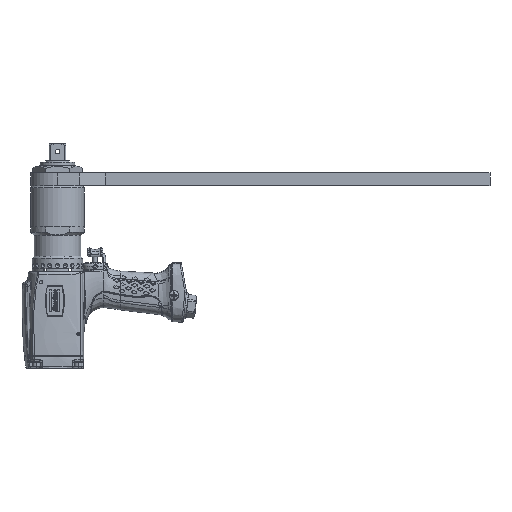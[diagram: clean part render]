
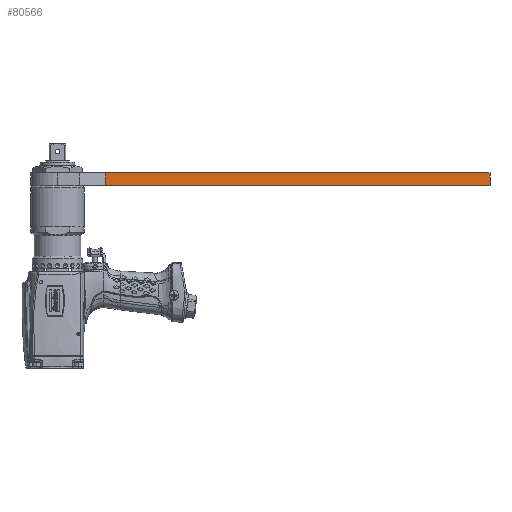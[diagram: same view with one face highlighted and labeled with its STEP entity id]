
A CAD part, left-side view. The second image highlights one B-rep face of the part: STEP entity #80566.
In plain terms, the highlighted planar face has unit normal (-1, 0, 0).
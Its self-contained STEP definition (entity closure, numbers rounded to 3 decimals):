
#77657=DIRECTION('',(0.,-1.,0.));
#77658=VECTOR('',#77657,444.);
#77659=CARTESIAN_POINT('',(-20.,-12.5,96.));
#77660=LINE('',#77659,#77658);
#78485=DIRECTION('',(0.,0.,1.));
#78486=VECTOR('',#78485,15.);
#78487=CARTESIAN_POINT('',(-20.,-456.5,96.));
#78488=LINE('',#78487,#78486);
#78489=DIRECTION('',(0.,0.,1.));
#78490=VECTOR('',#78489,15.);
#78491=CARTESIAN_POINT('',(-20.,-12.5,96.));
#78492=LINE('',#78491,#78490);
#78522=DIRECTION('',(0.,-1.,0.));
#78523=VECTOR('',#78522,444.);
#78524=CARTESIAN_POINT('',(-20.,-12.5,111.));
#78525=LINE('',#78524,#78523);
#79332=CARTESIAN_POINT('',(-20.,-12.5,96.));
#79333=VERTEX_POINT('',#79332);
#79334=CARTESIAN_POINT('',(-20.,-456.5,96.));
#79335=VERTEX_POINT('',#79334);
#79348=CARTESIAN_POINT('',(-20.,-12.5,111.));
#79349=VERTEX_POINT('',#79348);
#79350=CARTESIAN_POINT('',(-20.,-456.5,111.));
#79351=VERTEX_POINT('',#79350);
#80553=CARTESIAN_POINT('',(-20.,-12.5,96.));
#80554=DIRECTION('',(-1.,0.,0.));
#80555=DIRECTION('',(0.,-1.,0.));
#80556=AXIS2_PLACEMENT_3D('',#80553,#80554,#80555);
#80557=PLANE('',#80556);
#80558=ORIENTED_EDGE('',*,*,#80073,.F.);
#80560=ORIENTED_EDGE('',*,*,#80559,.T.);
#80562=ORIENTED_EDGE('',*,*,#80561,.T.);
#80563=ORIENTED_EDGE('',*,*,#80538,.F.);
#80564=EDGE_LOOP('',(#80558,#80560,#80562,#80563));
#80565=FACE_OUTER_BOUND('',#80564,.F.);
#80566=ADVANCED_FACE('',(#80565),#80557,.T.);
#80073=EDGE_CURVE('',#79333,#79335,#77660,.T.);
#80538=EDGE_CURVE('',#79335,#79351,#78488,.T.);
#80559=EDGE_CURVE('',#79333,#79349,#78492,.T.);
#80561=EDGE_CURVE('',#79349,#79351,#78525,.T.);
